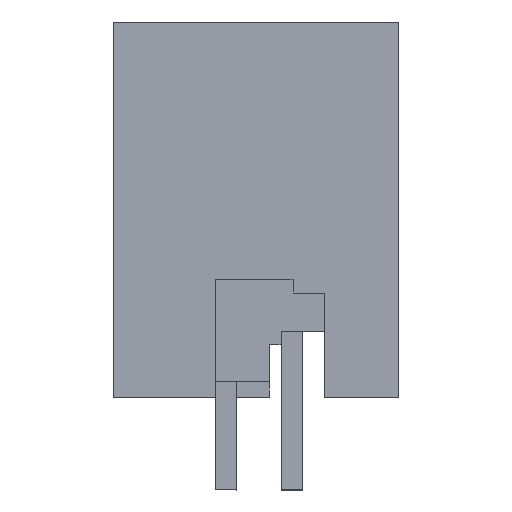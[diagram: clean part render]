
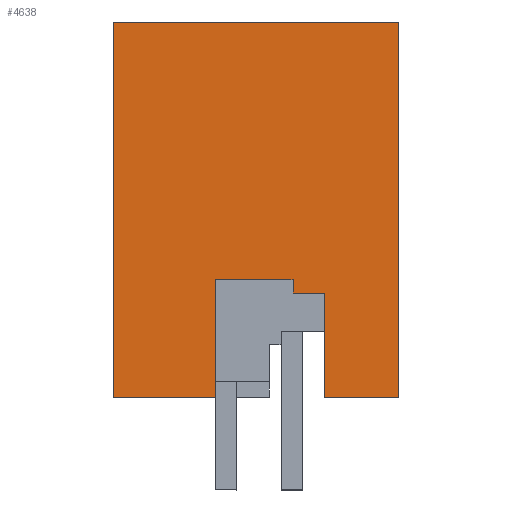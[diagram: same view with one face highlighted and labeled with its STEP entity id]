
A CAD part, left-side view. The second image highlights one B-rep face of the part: STEP entity #4638.
In plain terms, the highlighted planar face has unit normal (-1, 0, 0).
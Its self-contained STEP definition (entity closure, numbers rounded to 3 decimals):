
#4584=AXIS2_PLACEMENT_3D('Plane Axis2P3D',#4581,#4582,#4583) ;
#183=CARTESIAN_POINT('Vertex',(0.,10.8,17.7)) ;
#186=CARTESIAN_POINT('Line Origine',(0.,5.4,17.7)) ;
#190=CARTESIAN_POINT('Vertex',(0.,0.,17.7)) ;
#2311=CARTESIAN_POINT('Vertex',(0.,0.,3.5)) ;
#2314=CARTESIAN_POINT('Line Origine',(0.,0.,10.6)) ;
#2331=CARTESIAN_POINT('Line Origine',(0.,1.4,3.5)) ;
#2335=CARTESIAN_POINT('Vertex',(0.,2.8,3.5)) ;
#3062=CARTESIAN_POINT('Vertex',(0.,10.8,3.5)) ;
#3065=CARTESIAN_POINT('Line Origine',(0.,10.8,10.6)) ;
#4581=CARTESIAN_POINT('Axis2P3D Location',(0.,10.8,12.7)) ;
#4586=CARTESIAN_POINT('Line Origine',(0.,8.875,3.5)) ;
#4590=CARTESIAN_POINT('Vertex',(0.,6.95,3.5)) ;
#4593=CARTESIAN_POINT('Line Origine',(0.,6.95,5.725)) ;
#4597=CARTESIAN_POINT('Vertex',(0.,6.95,7.95)) ;
#4600=CARTESIAN_POINT('Line Origine',(0.,5.475,7.95)) ;
#4604=CARTESIAN_POINT('Vertex',(0.,4.,7.95)) ;
#4607=CARTESIAN_POINT('Line Origine',(0.,4.,7.7)) ;
#4611=CARTESIAN_POINT('Vertex',(0.,4.,7.45)) ;
#4614=CARTESIAN_POINT('Line Origine',(0.,3.4,7.45)) ;
#4618=CARTESIAN_POINT('Vertex',(0.,2.8,7.45)) ;
#4621=CARTESIAN_POINT('Line Origine',(0.,2.8,5.475)) ;
#187=DIRECTION('Vector Direction',(0.,-1.,0.)) ;
#2315=DIRECTION('Vector Direction',(0.,0.,1.)) ;
#2332=DIRECTION('Vector Direction',(0.,-1.,0.)) ;
#3066=DIRECTION('Vector Direction',(0.,0.,1.)) ;
#4582=DIRECTION('Axis2P3D Direction',(1.,0.,0.)) ;
#4583=DIRECTION('Axis2P3D XDirection',(0.,1.,0.)) ;
#4587=DIRECTION('Vector Direction',(0.,-1.,0.)) ;
#4594=DIRECTION('Vector Direction',(0.,0.,-1.)) ;
#4601=DIRECTION('Vector Direction',(0.,-1.,0.)) ;
#4608=DIRECTION('Vector Direction',(0.,0.,-1.)) ;
#4615=DIRECTION('Vector Direction',(0.,-1.,0.)) ;
#4622=DIRECTION('Vector Direction',(0.,0.,-1.)) ;
#188=VECTOR('Line Direction',#187,1.) ;
#2316=VECTOR('Line Direction',#2315,1.) ;
#2333=VECTOR('Line Direction',#2332,1.) ;
#3067=VECTOR('Line Direction',#3066,1.) ;
#4588=VECTOR('Line Direction',#4587,1.) ;
#4595=VECTOR('Line Direction',#4594,1.) ;
#4602=VECTOR('Line Direction',#4601,1.) ;
#4609=VECTOR('Line Direction',#4608,1.) ;
#4616=VECTOR('Line Direction',#4615,1.) ;
#4623=VECTOR('Line Direction',#4622,1.) ;
#4627=ORIENTED_EDGE('',*,*,#2337,.T.) ;
#4628=ORIENTED_EDGE('',*,*,#2318,.T.) ;
#4629=ORIENTED_EDGE('',*,*,#192,.F.) ;
#4630=ORIENTED_EDGE('',*,*,#3069,.F.) ;
#4631=ORIENTED_EDGE('',*,*,#4592,.T.) ;
#4632=ORIENTED_EDGE('',*,*,#4599,.F.) ;
#4633=ORIENTED_EDGE('',*,*,#4606,.T.) ;
#4634=ORIENTED_EDGE('',*,*,#4613,.T.) ;
#4635=ORIENTED_EDGE('',*,*,#4620,.T.) ;
#4636=ORIENTED_EDGE('',*,*,#4625,.T.) ;
#4638=ADVANCED_FACE('HOUSING',(#4637),#4585,.F.) ;
#192=EDGE_CURVE('',#184,#191,#189,.T.) ;
#2318=EDGE_CURVE('',#2312,#191,#2317,.T.) ;
#2337=EDGE_CURVE('',#2336,#2312,#2334,.T.) ;
#3069=EDGE_CURVE('',#3063,#184,#3068,.T.) ;
#4592=EDGE_CURVE('',#3063,#4591,#4589,.T.) ;
#4599=EDGE_CURVE('',#4598,#4591,#4596,.T.) ;
#4606=EDGE_CURVE('',#4598,#4605,#4603,.T.) ;
#4613=EDGE_CURVE('',#4605,#4612,#4610,.T.) ;
#4620=EDGE_CURVE('',#4612,#4619,#4617,.T.) ;
#4625=EDGE_CURVE('',#4619,#2336,#4624,.T.) ;
#4626=EDGE_LOOP('',(#4627,#4628,#4629,#4630,#4631,#4632,#4633,#4634,#4635,#4636)) ;
#4637=FACE_OUTER_BOUND('',#4626,.T.) ;
#189=LINE('Line',#186,#188) ;
#2317=LINE('Line',#2314,#2316) ;
#2334=LINE('Line',#2331,#2333) ;
#3068=LINE('Line',#3065,#3067) ;
#4589=LINE('Line',#4586,#4588) ;
#4596=LINE('Line',#4593,#4595) ;
#4603=LINE('Line',#4600,#4602) ;
#4610=LINE('Line',#4607,#4609) ;
#4617=LINE('Line',#4614,#4616) ;
#4624=LINE('Line',#4621,#4623) ;
#4585=PLANE('',#4584) ;
#184=VERTEX_POINT('',#183) ;
#191=VERTEX_POINT('',#190) ;
#2312=VERTEX_POINT('',#2311) ;
#2336=VERTEX_POINT('',#2335) ;
#3063=VERTEX_POINT('',#3062) ;
#4591=VERTEX_POINT('',#4590) ;
#4598=VERTEX_POINT('',#4597) ;
#4605=VERTEX_POINT('',#4604) ;
#4612=VERTEX_POINT('',#4611) ;
#4619=VERTEX_POINT('',#4618) ;
